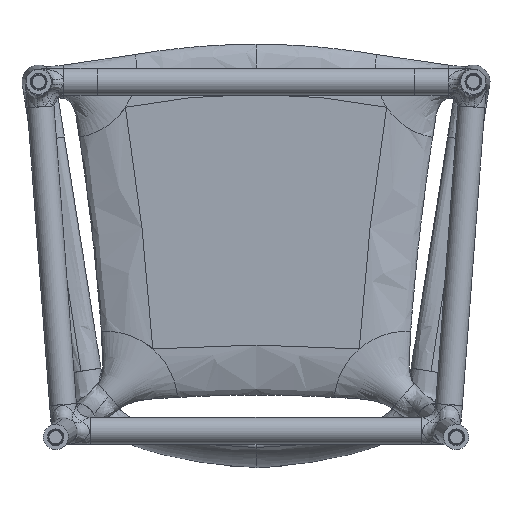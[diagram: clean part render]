
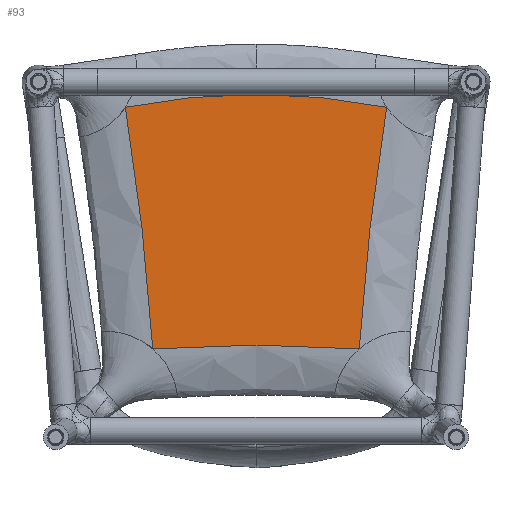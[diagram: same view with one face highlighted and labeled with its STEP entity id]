
A CAD part, front view. The second image highlights one B-rep face of the part: STEP entity #93.
In plain terms, the highlighted planar face has unit normal (0, -1, 0).
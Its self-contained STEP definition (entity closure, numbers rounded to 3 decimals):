
#93 = ADVANCED_FACE ( 'NONE', ( #46024 ), #67022, .F. ) ;
#1531 = CARTESIAN_POINT ( 'NONE',  ( 0., 760., -15. ) ) ;
#2216 = VERTEX_POINT ( 'NONE', #62477 ) ;
#2420 = B_SPLINE_CURVE_WITH_KNOTS ( 'NONE', 3,
 ( #62605, #35450, #12980, #52125 ),
 .UNSPECIFIED., .F., .F.,
 ( 4, 4 ),
 ( 0., 1. ),
 .UNSPECIFIED. ) ;
#4970 = B_SPLINE_CURVE_WITH_KNOTS ( 'NONE', 3,
 ( #1531, #5890, #50148, #44697, #29093, #18584, #17876, #17148, #6258, #23280 ),
 .UNSPECIFIED., .F., .F.,
 ( 4, 2, 2, 2, 4 ),
 ( 0., 0.25, 0.5, 0.75, 1. ),
 .UNSPECIFIED. ) ;
#5890 = CARTESIAN_POINT ( 'NONE',  ( -13.115, 760., -15. ) ) ;
#6258 = CARTESIAN_POINT ( 'NONE',  ( -143.47, 760., -27.881 ) ) ;
#8045 = CARTESIAN_POINT ( 'NONE',  ( 0., 760., -15. ) ) ;
#9908 = CARTESIAN_POINT ( 'NONE',  ( -41.212, 760., -315. ) ) ;
#10161 = CARTESIAN_POINT ( 'NONE',  ( -156.332, 760., -30.448 ) ) ;
#10574 = CARTESIAN_POINT ( 'NONE',  ( 0., 760., -15. ) ) ;
#12980 = CARTESIAN_POINT ( 'NONE',  ( -129.876, 760., -222.652 ) ) ;
#13140 = CARTESIAN_POINT ( 'NONE',  ( 156.332, 760., -30.448 ) ) ;
#13244 = VERTEX_POINT ( 'NONE', #20373 ) ;
#13486 = VERTEX_POINT ( 'NONE', #10574 ) ;
#16064 = CARTESIAN_POINT ( 'NONE',  ( 123.527, 760., -319.534 ) ) ;
#17148 = CARTESIAN_POINT ( 'NONE',  ( -130.554, 760., -25.632 ) ) ;
#17876 = CARTESIAN_POINT ( 'NONE',  ( -104.61, 760., -21.771 ) ) ;
#18209 = ORIENTED_EDGE ( 'NONE', *, *, #30084, .T. ) ;
#18584 = CARTESIAN_POINT ( 'NONE',  ( -91.598, 760., -20.161 ) ) ;
#19286 = CARTESIAN_POINT ( 'NONE',  ( 26.222, 760., -15.323 ) ) ;
#20373 = CARTESIAN_POINT ( 'NONE',  ( -123.527, 760., -319.534 ) ) ;
#23280 = CARTESIAN_POINT ( 'NONE',  ( -156.332, 760., -30.448 ) ) ;
#25056 = CARTESIAN_POINT ( 'NONE',  ( 130.553, 760., -25.632 ) ) ;
#25765 = CARTESIAN_POINT ( 'NONE',  ( 143.471, 760., -27.881 ) ) ;
#26682 = CARTESIAN_POINT ( 'NONE',  ( 123.527, 760., -319.534 ) ) ;
#28617 = CARTESIAN_POINT ( 'NONE',  ( 0., 760., -205. ) ) ;
#29093 = CARTESIAN_POINT ( 'NONE',  ( -65.495, 760., -17.582 ) ) ;
#30048 = B_SPLINE_CURVE_WITH_KNOTS ( 'NONE', 3,
 ( #33077, #66415, #9908, #32018, #65695, #16064 ),
 .UNSPECIFIED., .F., .F.,
 ( 4, 2, 4 ),
 ( 0., 0.5, 1. ),
 .UNSPECIFIED. ) ;
#30054 = DIRECTION ( 'NONE',  ( 0., 1., 0. ) ) ;
#30084 = EDGE_CURVE ( 'NONE', #36927, #13244, #2420, .T. ) ;
#31828 = B_SPLINE_CURVE_WITH_KNOTS ( 'NONE', 3,
 ( #13140, #25765, #25056, #62771, #35252, #42114, #47200, #19286, #53340, #8045 ),
 .UNSPECIFIED., .F., .F.,
 ( 4, 2, 2, 2, 4 ),
 ( 0., 0.25, 0.5, 0.75, 1. ),
 .UNSPECIFIED. ) ;
#32018 = CARTESIAN_POINT ( 'NONE',  ( 41.212, 760., -315. ) ) ;
#32483 = CARTESIAN_POINT ( 'NONE',  ( 156.332, 760., -30.448 ) ) ;
#33077 = CARTESIAN_POINT ( 'NONE',  ( -123.527, 760., -319.534 ) ) ;
#35252 = CARTESIAN_POINT ( 'NONE',  ( 91.598, 760., -20.161 ) ) ;
#35450 = CARTESIAN_POINT ( 'NONE',  ( -140.811, 760., -126.29 ) ) ;
#36399 = ORIENTED_EDGE ( 'NONE', *, *, #65885, .T. ) ;
#36857 = ORIENTED_EDGE ( 'NONE', *, *, #66238, .T. ) ;
#36927 = VERTEX_POINT ( 'NONE', #10161 ) ;
#38066 = AXIS2_PLACEMENT_3D ( 'NONE', #28617, #30054, #46383 ) ;
#42114 = CARTESIAN_POINT ( 'NONE',  ( 65.495, 760., -17.582 ) ) ;
#44697 = CARTESIAN_POINT ( 'NONE',  ( -52.42, 760., -16.614 ) ) ;
#46024 = FACE_OUTER_BOUND ( 'NONE', #67477, .T. ) ;
#46383 = DIRECTION ( 'NONE',  ( 1., 0., 0. ) ) ;
#47200 = CARTESIAN_POINT ( 'NONE',  ( 52.42, 760., -16.614 ) ) ;
#47426 = CARTESIAN_POINT ( 'NONE',  ( 123.527, 760., -319.534 ) ) ;
#48831 = CARTESIAN_POINT ( 'NONE',  ( 129.876, 760., -222.652 ) ) ;
#50148 = CARTESIAN_POINT ( 'NONE',  ( -26.222, 760., -15.323 ) ) ;
#51205 = ORIENTED_EDGE ( 'NONE', *, *, #61531, .T. ) ;
#52125 = CARTESIAN_POINT ( 'NONE',  ( -123.527, 760., -319.534 ) ) ;
#53340 = CARTESIAN_POINT ( 'NONE',  ( 13.115, 760., -15. ) ) ;
#53853 = ORIENTED_EDGE ( 'NONE', *, *, #65594, .T. ) ;
#61531 = EDGE_CURVE ( 'NONE', #69468, #2216, #71767, .T. ) ;
#62477 = CARTESIAN_POINT ( 'NONE',  ( 156.332, 760., -30.448 ) ) ;
#62605 = CARTESIAN_POINT ( 'NONE',  ( -156.332, 760., -30.448 ) ) ;
#62771 = CARTESIAN_POINT ( 'NONE',  ( 104.61, 760., -21.771 ) ) ;
#65594 = EDGE_CURVE ( 'NONE', #13244, #69468, #30048, .T. ) ;
#65695 = CARTESIAN_POINT ( 'NONE',  ( 82.423, 760., -316.513 ) ) ;
#65885 = EDGE_CURVE ( 'NONE', #13486, #36927, #4970, .T. ) ;
#66238 = EDGE_CURVE ( 'NONE', #2216, #13486, #31828, .T. ) ;
#66415 = CARTESIAN_POINT ( 'NONE',  ( -82.425, 760., -316.513 ) ) ;
#67022 = PLANE ( 'NONE',  #38066 ) ;
#67477 = EDGE_LOOP ( 'NONE', ( #51205, #36857, #36399, #18209, #53853 ) ) ;
#69468 = VERTEX_POINT ( 'NONE', #47426 ) ;
#71626 = CARTESIAN_POINT ( 'NONE',  ( 140.811, 760., -126.29 ) ) ;
#71767 = B_SPLINE_CURVE_WITH_KNOTS ( 'NONE', 3,
 ( #26682, #48831, #71626, #32483 ),
 .UNSPECIFIED., .F., .F.,
 ( 4, 4 ),
 ( 0., 1. ),
 .UNSPECIFIED. ) ;
